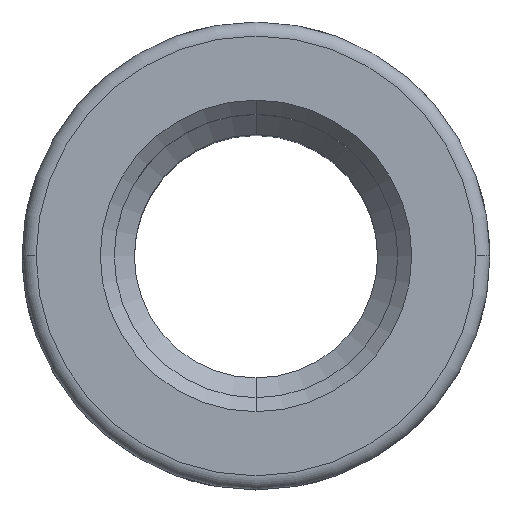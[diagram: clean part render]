
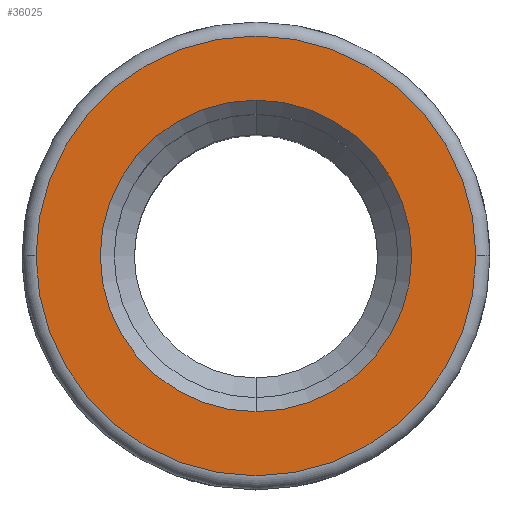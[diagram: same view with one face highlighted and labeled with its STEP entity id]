
A CAD part, top view. The second image highlights one B-rep face of the part: STEP entity #36025.
In plain terms, the highlighted face is planar.
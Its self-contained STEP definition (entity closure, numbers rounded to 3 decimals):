
#12649=CARTESIAN_POINT('',(0.,-18.5,0.));
#12650=DIRECTION('',(0.,-1.,0.));
#12651=DIRECTION('',(-1.,0.,0.));
#12652=AXIS2_PLACEMENT_3D('',#12649,#12650,#12651);
#12654=CARTESIAN_POINT('',(0.,-18.5,0.));
#12655=DIRECTION('',(0.,-1.,0.));
#12656=DIRECTION('',(1.,0.,0.));
#12657=AXIS2_PLACEMENT_3D('',#12654,#12655,#12656);
#12659=CARTESIAN_POINT('',(0.,-18.5,0.));
#12660=DIRECTION('',(0.,1.,0.));
#12661=DIRECTION('',(0.,0.,-1.));
#12662=AXIS2_PLACEMENT_3D('',#12659,#12660,#12661);
#12664=CARTESIAN_POINT('',(0.,-18.5,0.));
#12665=DIRECTION('',(0.,1.,0.));
#12666=DIRECTION('',(0.,0.,1.));
#12667=AXIS2_PLACEMENT_3D('',#12664,#12665,#12666);
#16282=CARTESIAN_POINT('',(-23.5,-18.5,0.));
#16283=CARTESIAN_POINT('',(23.5,-18.5,0.));
#16284=VERTEX_POINT('',#16282);
#16285=VERTEX_POINT('',#16283);
#19364=CARTESIAN_POINT('',(0.,-18.5,-16.645));
#19365=CARTESIAN_POINT('',(0.,-18.5,16.645));
#19366=VERTEX_POINT('',#19364);
#19367=VERTEX_POINT('',#19365);
#36009=CARTESIAN_POINT('',(0.,-18.5,0.));
#36010=DIRECTION('',(0.,1.,0.));
#36011=DIRECTION('',(1.,0.,0.));
#36012=AXIS2_PLACEMENT_3D('',#36009,#36010,#36011);
#36013=PLANE('',#36012);
#36014=ORIENTED_EDGE('',*,*,#35999,.F.);
#36016=ORIENTED_EDGE('',*,*,#36015,.F.);
#36017=EDGE_LOOP('',(#36014,#36016));
#36018=FACE_OUTER_BOUND('',#36017,.F.);
#36020=ORIENTED_EDGE('',*,*,#36019,.F.);
#36022=ORIENTED_EDGE('',*,*,#36021,.F.);
#36023=EDGE_LOOP('',(#36020,#36022));
#36024=FACE_BOUND('',#36023,.F.);
#36025=ADVANCED_FACE('',(#36018,#36024),#36013,.F.);
#12653=CIRCLE('',#12652,23.5);
#12658=CIRCLE('',#12657,23.5);
#12663=CIRCLE('',#12662,16.645);
#12668=CIRCLE('',#12667,16.645);
#35999=EDGE_CURVE('',#16284,#16285,#12653,.T.);
#36015=EDGE_CURVE('',#16285,#16284,#12658,.T.);
#36019=EDGE_CURVE('',#19366,#19367,#12663,.T.);
#36021=EDGE_CURVE('',#19367,#19366,#12668,.T.);
